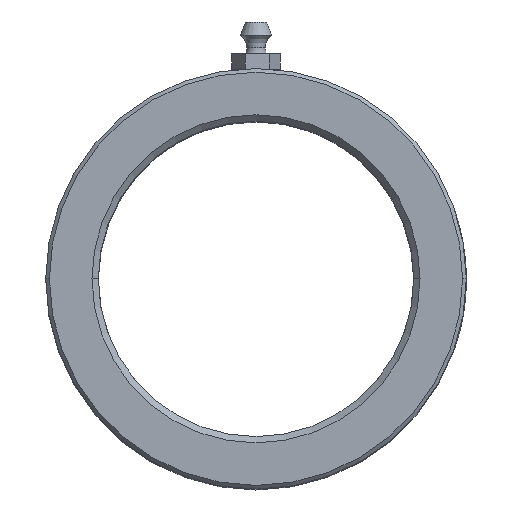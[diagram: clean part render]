
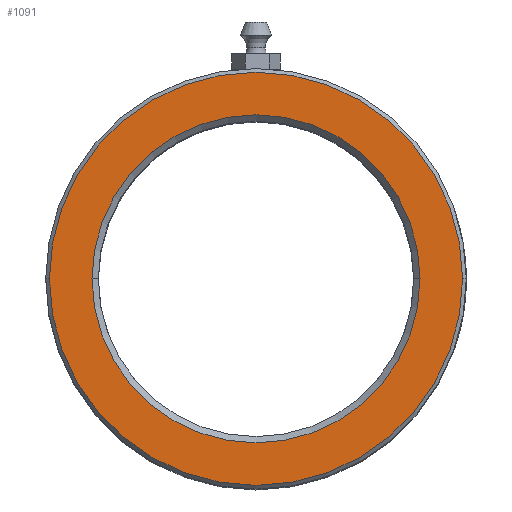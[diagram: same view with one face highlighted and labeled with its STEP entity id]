
A CAD part, top view. The second image highlights one B-rep face of the part: STEP entity #1091.
In plain terms, the highlighted planar face has unit normal (0, 0, 1).
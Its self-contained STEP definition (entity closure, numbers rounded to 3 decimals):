
#98 = VERTEX_POINT ( 'NONE', #6285 ) ;
#172 = CARTESIAN_POINT ( 'NONE',  ( 0., 0., 100. ) ) ;
#198 = EDGE_CURVE ( 'NONE', #5750, #98, #2938, .T. ) ;
#331 = AXIS2_PLACEMENT_3D ( 'NONE', #172, #3527, #727 ) ;
#552 = DIRECTION ( 'NONE',  ( 0., 0., 1. ) ) ;
#577 = DIRECTION ( 'NONE',  ( 1., 0., 0. ) ) ;
#727 = DIRECTION ( 'NONE',  ( 1., 0., 0. ) ) ;
#752 = ORIENTED_EDGE ( 'NONE', *, *, #5967, .T. ) ;
#1014 = CARTESIAN_POINT ( 'NONE',  ( 0., 0., 100. ) ) ;
#1091 = ADVANCED_FACE ( 'NONE', ( #5268, #2489 ), #3954, .T. ) ;
#1184 = ORIENTED_EDGE ( 'NONE', *, *, #5080, .T. ) ;
#1569 = EDGE_LOOP ( 'NONE', ( #4359, #7019 ) ) ;
#1713 = DIRECTION ( 'NONE',  ( 1., 0., 0. ) ) ;
#2053 = CIRCLE ( 'NONE', #4591, 39.3 ) ;
#2489 = FACE_BOUND ( 'NONE', #1569, .T. ) ;
#2820 = AXIS2_PLACEMENT_3D ( 'NONE', #2832, #5119, #577 ) ;
#2832 = CARTESIAN_POINT ( 'NONE',  ( 0., 0., 100. ) ) ;
#2938 = CIRCLE ( 'NONE', #2820, 31.2 ) ;
#3014 = AXIS2_PLACEMENT_3D ( 'NONE', #5572, #552, #1713 ) ;
#3061 = CARTESIAN_POINT ( 'NONE',  ( -31.2, 0., 100. ) ) ;
#3204 = DIRECTION ( 'NONE',  ( 1., 0., 0. ) ) ;
#3527 = DIRECTION ( 'NONE',  ( 0., 0., 1. ) ) ;
#3529 = CARTESIAN_POINT ( 'NONE',  ( 0., 0., 100. ) ) ;
#3568 = EDGE_LOOP ( 'NONE', ( #752, #1184 ) ) ;
#3954 = PLANE ( 'NONE',  #3014 ) ;
#4178 = VERTEX_POINT ( 'NONE', #4338 ) ;
#4338 = CARTESIAN_POINT ( 'NONE',  ( 39.3, 0., 100. ) ) ;
#4359 = ORIENTED_EDGE ( 'NONE', *, *, #7292, .T. ) ;
#4591 = AXIS2_PLACEMENT_3D ( 'NONE', #3529, #6932, #5744 ) ;
#4950 = CIRCLE ( 'NONE', #331, 39.3 ) ;
#5080 = EDGE_CURVE ( 'NONE', #4178, #5168, #4950, .T. ) ;
#5119 = DIRECTION ( 'NONE',  ( 0., 0., -1. ) ) ;
#5168 = VERTEX_POINT ( 'NONE', #5861 ) ;
#5268 = FACE_OUTER_BOUND ( 'NONE', #3568, .T. ) ;
#5484 = DIRECTION ( 'NONE',  ( 0., 0., -1. ) ) ;
#5572 = CARTESIAN_POINT ( 'NONE',  ( 0., 0., 100. ) ) ;
#5744 = DIRECTION ( 'NONE',  ( 1., 0., 0. ) ) ;
#5750 = VERTEX_POINT ( 'NONE', #3061 ) ;
#5791 = AXIS2_PLACEMENT_3D ( 'NONE', #1014, #5484, #3204 ) ;
#5861 = CARTESIAN_POINT ( 'NONE',  ( -39.3, 0., 100. ) ) ;
#5967 = EDGE_CURVE ( 'NONE', #5168, #4178, #2053, .T. ) ;
#6285 = CARTESIAN_POINT ( 'NONE',  ( 31.2, 0., 100. ) ) ;
#6427 = CIRCLE ( 'NONE', #5791, 31.2 ) ;
#6932 = DIRECTION ( 'NONE',  ( 0., 0., 1. ) ) ;
#7019 = ORIENTED_EDGE ( 'NONE', *, *, #198, .T. ) ;
#7292 = EDGE_CURVE ( 'NONE', #98, #5750, #6427, .T. ) ;
